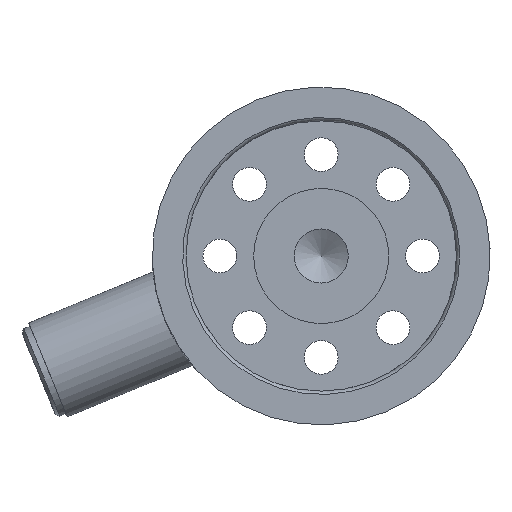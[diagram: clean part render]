
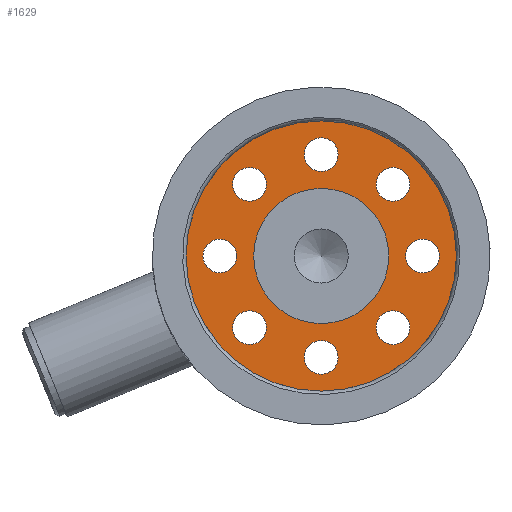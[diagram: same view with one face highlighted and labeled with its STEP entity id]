
A CAD part, left-side view. The second image highlights one B-rep face of the part: STEP entity #1629.
In plain terms, the highlighted planar face has unit normal (-1, 0, 0).
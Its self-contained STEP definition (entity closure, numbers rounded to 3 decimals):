
#64 = EDGE_LOOP ( 'NONE', ( #1103 ) ) ;
#69 = EDGE_LOOP ( 'NONE', ( #1106 ) ) ;
#78 = EDGE_LOOP ( 'NONE', ( #1104 ) ) ;
#143 = AXIS2_PLACEMENT_3D ( 'NONE', #676, #672, #662 ) ;
#199 = AXIS2_PLACEMENT_3D ( 'NONE', #1161, #1143, #1159 ) ;
#202 = AXIS2_PLACEMENT_3D ( 'NONE', #1183, #1165, #1180 ) ;
#204 = AXIS2_PLACEMENT_3D ( 'NONE', #1199, #1260, #1195 ) ;
#206 = AXIS2_PLACEMENT_3D ( 'NONE', #1209, #1208, #1207 ) ;
#212 = AXIS2_PLACEMENT_3D ( 'NONE', #1228, #1227, #1226 ) ;
#213 = AXIS2_PLACEMENT_3D ( 'NONE', #1231, #1230, #1229 ) ;
#214 = AXIS2_PLACEMENT_3D ( 'NONE', #1234, #1233, #1232 ) ;
#216 = AXIS2_PLACEMENT_3D ( 'NONE', #1240, #1239, #1238 ) ;
#228 = AXIS2_PLACEMENT_3D ( 'NONE', #1281, #1280, #1279 ) ;
#236 = AXIS2_PLACEMENT_3D ( 'NONE', #1310, #1311, #1312 ) ;
#241 = EDGE_CURVE ( 'NONE', #850, #850, #1025, .T. ) ;
#249 = EDGE_CURVE ( 'NONE', #842, #842, #1021, .T. ) ;
#261 = EDGE_CURVE ( 'NONE', #830, #830, #1009, .T. ) ;
#263 = EDGE_CURVE ( 'NONE', #828, #828, #1007, .T. ) ;
#264 = EDGE_CURVE ( 'NONE', #827, #827, #1006, .T. ) ;
#265 = EDGE_CURVE ( 'NONE', #826, #826, #1005, .T. ) ;
#271 = EDGE_CURVE ( 'NONE', #820, #820, #1060, .T. ) ;
#273 = EDGE_CURVE ( 'NONE', #818, #818, #999, .T. ) ;
#275 = EDGE_CURVE ( 'NONE', #806, #806, #998, .T. ) ;
#278 = EDGE_CURVE ( 'NONE', #803, #803, #989, .T. ) ;
#411 = CARTESIAN_POINT ( 'NONE',  ( 0., 0., 10. ) ) ;
#415 = CARTESIAN_POINT ( 'NONE',  ( 0., -10.607, 13.107 ) ) ;
#417 = CARTESIAN_POINT ( 'NONE',  ( 0., -10.607, -8.107 ) ) ;
#420 = CARTESIAN_POINT ( 'NONE',  ( 0., 0., -12.5 ) ) ;
#427 = CARTESIAN_POINT ( 'NONE',  ( 0., -15., 2.5 ) ) ;
#428 = CARTESIAN_POINT ( 'NONE',  ( 0., 10.607, 13.107 ) ) ;
#429 = CARTESIAN_POINT ( 'NONE',  ( 0., 10.607, -8.107 ) ) ;
#431 = CARTESIAN_POINT ( 'NONE',  ( 0., 0., 17.5 ) ) ;
#444 = CARTESIAN_POINT ( 'NONE',  ( 0., 15., 2.5 ) ) ;
#453 = CARTESIAN_POINT ( 'NONE',  ( 0., 0., 20. ) ) ;
#662 = DIRECTION ( 'NONE',  ( 0., 0., -1. ) ) ;
#667 = PLANE ( 'NONE',  #143 ) ;
#672 = DIRECTION ( 'NONE',  ( 1., 0., 0. ) ) ;
#676 = CARTESIAN_POINT ( 'NONE',  ( 0., 20., 0. ) ) ;
#803 = VERTEX_POINT ( 'NONE', #411 ) ;
#806 = VERTEX_POINT ( 'NONE', #415 ) ;
#818 = VERTEX_POINT ( 'NONE', #417 ) ;
#820 = VERTEX_POINT ( 'NONE', #420 ) ;
#826 = VERTEX_POINT ( 'NONE', #427 ) ;
#827 = VERTEX_POINT ( 'NONE', #428 ) ;
#828 = VERTEX_POINT ( 'NONE', #429 ) ;
#830 = VERTEX_POINT ( 'NONE', #431 ) ;
#842 = VERTEX_POINT ( 'NONE', #444 ) ;
#850 = VERTEX_POINT ( 'NONE', #453 ) ;
#882 = FACE_OUTER_BOUND ( 'NONE', #64, .T. ) ;
#883 = FACE_BOUND ( 'NONE', #78, .T. ) ;
#884 = FACE_BOUND ( 'NONE', #1413, .T. ) ;
#885 = FACE_BOUND ( 'NONE', #69, .T. ) ;
#886 = FACE_BOUND ( 'NONE', #1393, .T. ) ;
#887 = FACE_BOUND ( 'NONE', #1397, .T. ) ;
#888 = FACE_BOUND ( 'NONE', #1392, .T. ) ;
#891 = FACE_BOUND ( 'NONE', #1395, .T. ) ;
#896 = FACE_BOUND ( 'NONE', #1391, .T. ) ;
#904 = FACE_BOUND ( 'NONE', #1407, .T. ) ;
#989 = CIRCLE ( 'NONE', #199, 10. ) ;
#998 = CIRCLE ( 'NONE', #202, 2.5 ) ;
#999 = CIRCLE ( 'NONE', #204, 2.5 ) ;
#1005 = CIRCLE ( 'NONE', #212, 2.5 ) ;
#1006 = CIRCLE ( 'NONE', #213, 2.5 ) ;
#1007 = CIRCLE ( 'NONE', #214, 2.5 ) ;
#1009 = CIRCLE ( 'NONE', #216, 2.5 ) ;
#1021 = CIRCLE ( 'NONE', #228, 2.5 ) ;
#1025 = CIRCLE ( 'NONE', #236, 20. ) ;
#1060 = CIRCLE ( 'NONE', #206, 2.5 ) ;
#1092 = ORIENTED_EDGE ( 'NONE', *, *, #249, .F. ) ;
#1097 = ORIENTED_EDGE ( 'NONE', *, *, #273, .F. ) ;
#1098 = ORIENTED_EDGE ( 'NONE', *, *, #265, .F. ) ;
#1099 = ORIENTED_EDGE ( 'NONE', *, *, #275, .F. ) ;
#1100 = ORIENTED_EDGE ( 'NONE', *, *, #261, .F. ) ;
#1101 = ORIENTED_EDGE ( 'NONE', *, *, #264, .F. ) ;
#1103 = ORIENTED_EDGE ( 'NONE', *, *, #241, .T. ) ;
#1104 = ORIENTED_EDGE ( 'NONE', *, *, #278, .F. ) ;
#1105 = ORIENTED_EDGE ( 'NONE', *, *, #263, .F. ) ;
#1106 = ORIENTED_EDGE ( 'NONE', *, *, #271, .F. ) ;
#1143 = DIRECTION ( 'NONE',  ( -1., 0., 0. ) ) ;
#1159 = DIRECTION ( 'NONE',  ( 0., 0., 1. ) ) ;
#1161 = CARTESIAN_POINT ( 'NONE',  ( 0., 0., 0. ) ) ;
#1165 = DIRECTION ( 'NONE',  ( -1., 0., 0. ) ) ;
#1180 = DIRECTION ( 'NONE',  ( 0., 0., 1. ) ) ;
#1183 = CARTESIAN_POINT ( 'NONE',  ( 0., -10.607, 10.607 ) ) ;
#1195 = DIRECTION ( 'NONE',  ( 0., 0., 1. ) ) ;
#1199 = CARTESIAN_POINT ( 'NONE',  ( 0., -10.607, -10.607 ) ) ;
#1207 = DIRECTION ( 'NONE',  ( 0., 0., 1. ) ) ;
#1208 = DIRECTION ( 'NONE',  ( -1., 0., 0. ) ) ;
#1209 = CARTESIAN_POINT ( 'NONE',  ( 0., 0., -15. ) ) ;
#1226 = DIRECTION ( 'NONE',  ( 0., 0., 1. ) ) ;
#1227 = DIRECTION ( 'NONE',  ( -1., 0., 0. ) ) ;
#1228 = CARTESIAN_POINT ( 'NONE',  ( 0., -15., 0. ) ) ;
#1229 = DIRECTION ( 'NONE',  ( 0., 0., 1. ) ) ;
#1230 = DIRECTION ( 'NONE',  ( -1., 0., 0. ) ) ;
#1231 = CARTESIAN_POINT ( 'NONE',  ( 0., 10.607, 10.607 ) ) ;
#1232 = DIRECTION ( 'NONE',  ( 0., 0., 1. ) ) ;
#1233 = DIRECTION ( 'NONE',  ( -1., 0., 0. ) ) ;
#1234 = CARTESIAN_POINT ( 'NONE',  ( 0., 10.607, -10.607 ) ) ;
#1238 = DIRECTION ( 'NONE',  ( 0., 0., 1. ) ) ;
#1239 = DIRECTION ( 'NONE',  ( -1., 0., 0. ) ) ;
#1240 = CARTESIAN_POINT ( 'NONE',  ( 0., 0., 15. ) ) ;
#1260 = DIRECTION ( 'NONE',  ( -1., 0., 0. ) ) ;
#1279 = DIRECTION ( 'NONE',  ( 0., 0., 1. ) ) ;
#1280 = DIRECTION ( 'NONE',  ( -1., 0., 0. ) ) ;
#1281 = CARTESIAN_POINT ( 'NONE',  ( 0., 15., 0. ) ) ;
#1310 = CARTESIAN_POINT ( 'NONE',  ( 0., 0., 0. ) ) ;
#1311 = DIRECTION ( 'NONE',  ( -1., 0., 0. ) ) ;
#1312 = DIRECTION ( 'NONE',  ( 0., 0., 1. ) ) ;
#1391 = EDGE_LOOP ( 'NONE', ( #1098 ) ) ;
#1392 = EDGE_LOOP ( 'NONE', ( #1099 ) ) ;
#1393 = EDGE_LOOP ( 'NONE', ( #1097 ) ) ;
#1395 = EDGE_LOOP ( 'NONE', ( #1100 ) ) ;
#1397 = EDGE_LOOP ( 'NONE', ( #1101 ) ) ;
#1407 = EDGE_LOOP ( 'NONE', ( #1092 ) ) ;
#1413 = EDGE_LOOP ( 'NONE', ( #1105 ) ) ;
#1629 = ADVANCED_FACE ( 'NONE', ( #904, #887, #891, #888, #896, #886, #885, #884, #883, #882 ), #667, .F. ) ;
